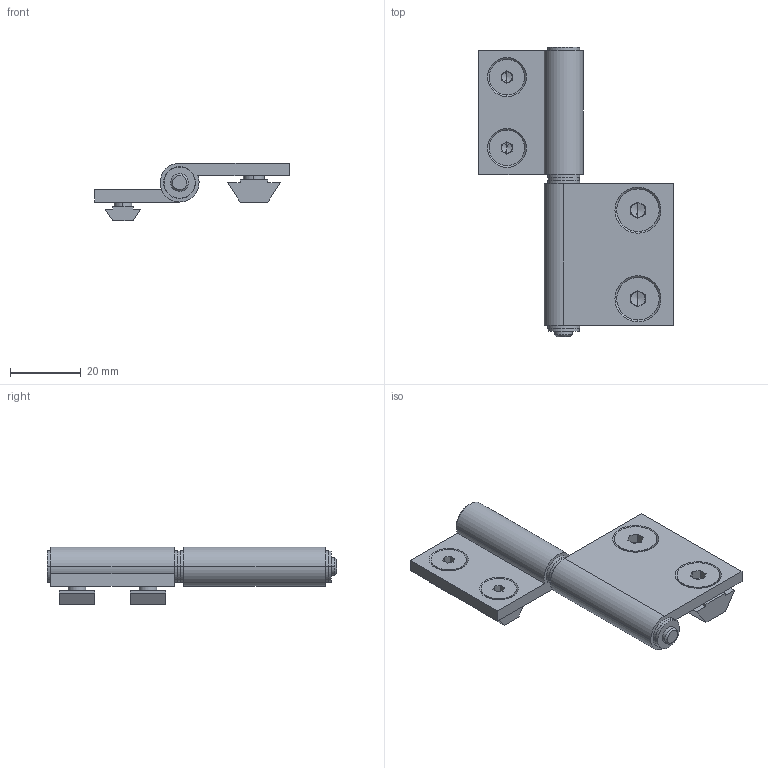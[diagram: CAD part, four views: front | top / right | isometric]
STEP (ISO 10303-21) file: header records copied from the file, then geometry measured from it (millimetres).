
FILE_DESCRIPTION( ( '' ), '1' );
FILE_NAME( 'hhpfdln6_set_2_14b.stp', '2015-01-06T14:42:15', ( '' ), ( '' ), ' ', ' ', ' ' );
FILE_SCHEMA( ( 'automotive_design' ) );
Length unit declared in the file: millimetre
Products named in the file (10): 1; 2; 3; 4; 5; 6; 7; 8; 9; 10
Bounding box: 55 x 81.7 x 16.3 mm (x, y, z)
Volume: 16302.1 mm3; surface area: 11610.7 mm2
Topology: 10 solids, 10 shells, 222 faces, 506 edges, 308 vertices
Faces by surface type: plane 114, cylinder 56, cone 52
Entity records: 12199 total; most frequent: DIRECTION 1142, STYLED_ITEM 1038, PRESENTATION_STYLE_ASSIGNMENT 1038, CARTESIAN_POINT 1038, COLOUR_RGB 1038, ORIENTED_EDGE 996, EDGE_CURVE 498, CURVE_STYLE 498
